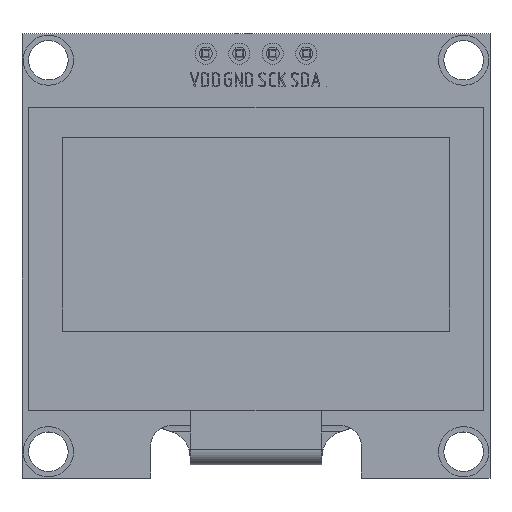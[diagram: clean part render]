
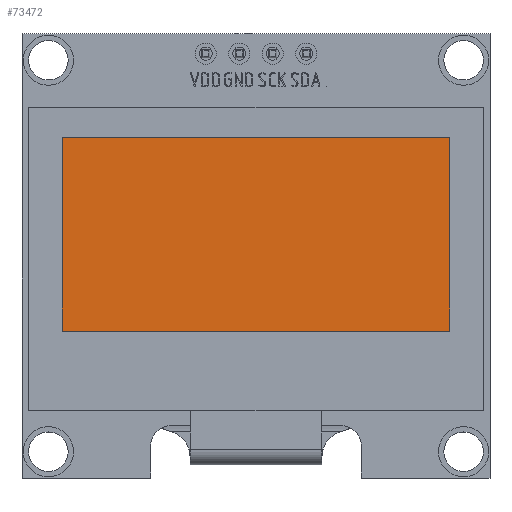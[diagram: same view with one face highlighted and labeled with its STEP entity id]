
A CAD part, top view. The second image highlights one B-rep face of the part: STEP entity #73472.
In plain terms, the highlighted planar face has unit normal (0, 0, 1).
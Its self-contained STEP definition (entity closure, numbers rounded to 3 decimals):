
#2173=PLANE('',#78694);
#5674=FACE_OUTER_BOUND('',#9356,.T.);
#9356=EDGE_LOOP('',(#62692,#62693,#62694,#62695));
#17015=LINE('',#116323,#25539);
#17017=LINE('',#116327,#25541);
#17019=LINE('',#116331,#25543);
#17021=LINE('',#116334,#25545);
#25539=VECTOR('',#94984,1.);
#25541=VECTOR('',#94988,1.);
#25543=VECTOR('',#94992,1.);
#25545=VECTOR('',#94996,1.);
#34785=VERTEX_POINT('',#116320);
#34786=VERTEX_POINT('',#116322);
#34787=VERTEX_POINT('',#116326);
#34788=VERTEX_POINT('',#116330);
#44143=EDGE_CURVE('',#34786,#34785,#17015,.T.);
#44145=EDGE_CURVE('',#34787,#34786,#17017,.T.);
#44147=EDGE_CURVE('',#34788,#34787,#17019,.T.);
#44149=EDGE_CURVE('',#34785,#34788,#17021,.T.);
#62692=ORIENTED_EDGE('',*,*,#44143,.T.);
#62693=ORIENTED_EDGE('',*,*,#44149,.T.);
#62694=ORIENTED_EDGE('',*,*,#44147,.T.);
#62695=ORIENTED_EDGE('',*,*,#44145,.T.);
#73472=ADVANCED_FACE('',(#5674),#2173,.T.);
#78694=AXIS2_PLACEMENT_3D('',#117502,#95615,#95616);
#94984=DIRECTION('',(1.,0.,0.));
#94988=DIRECTION('',(0.,-1.,0.));
#94992=DIRECTION('',(-1.,0.,0.));
#94996=DIRECTION('',(0.,1.,0.));
#95615=DIRECTION('center_axis',(0.,0.,1.));
#95616=DIRECTION('ref_axis',(0.,-1.,0.));
#116320=CARTESIAN_POINT('',(14.71,-5.7,2.6));
#116322=CARTESIAN_POINT('',(-14.71,-5.7,2.6));
#116323=CARTESIAN_POINT('',(-14.71,-5.7,2.6));
#116326=CARTESIAN_POINT('',(-14.71,9.,2.6));
#116327=CARTESIAN_POINT('',(-14.71,9.,2.6));
#116330=CARTESIAN_POINT('',(14.71,9.,2.6));
#116331=CARTESIAN_POINT('',(14.71,9.,2.6));
#116334=CARTESIAN_POINT('',(14.71,-5.7,2.6));
#117502=CARTESIAN_POINT('Origin',(0.,0.,2.6));
